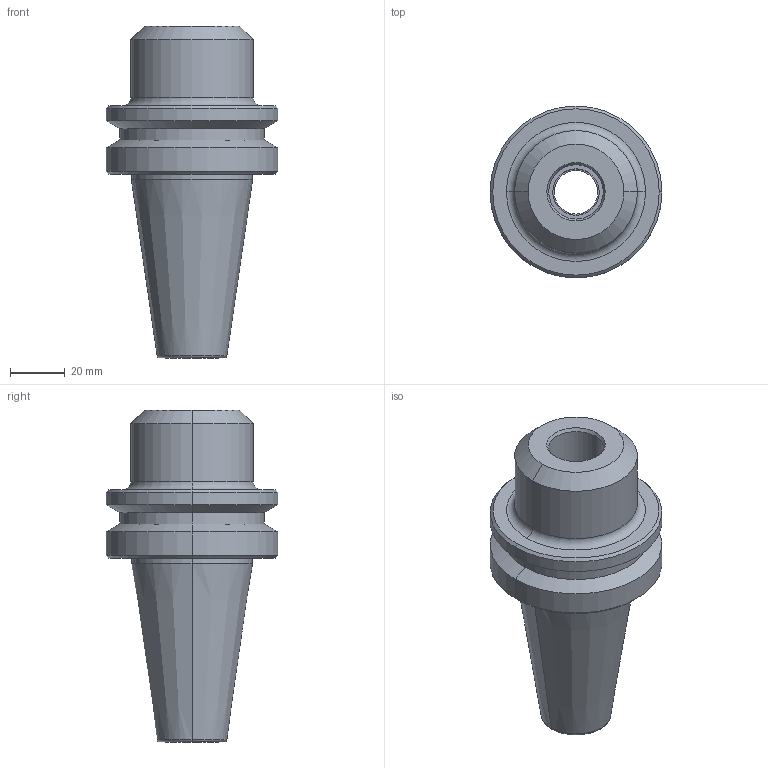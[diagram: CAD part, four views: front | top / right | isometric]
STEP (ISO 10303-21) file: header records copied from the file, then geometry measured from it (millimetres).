
FILE_DESCRIPTION (( 'STEP AP214' ), '1' );
FILE_NAME ('99146-BT40H.STEP', '2016-12-19T12:00:11', ( 'User' ), ( 'GENUINE' ), 'SwSTEP 2.0', 'SolidWorks 2012', '' );
FILE_SCHEMA (( 'AUTOMOTIVE_DESIGN' ));
Length unit declared in the file: millimetre
Products named in the file (1): 99146-BT40H
Bounding box: 63 x 63 x 121.7 mm (x, y, z)
Volume: 152379 mm3; surface area: 28376.5 mm2
Topology: 1 solids, 1 shells, 54 faces, 108 edges, 64 vertices
Faces by surface type: cylinder 22, cone 18, plane 10, torus 4
Entity records: 1446 total; most frequent: DIRECTION 286, CARTESIAN_POINT 227, ORIENTED_EDGE 216, AXIS2_PLACEMENT_3D 123, EDGE_CURVE 108, CIRCLE 68, VERTEX_POINT 64, EDGE_LOOP 64
